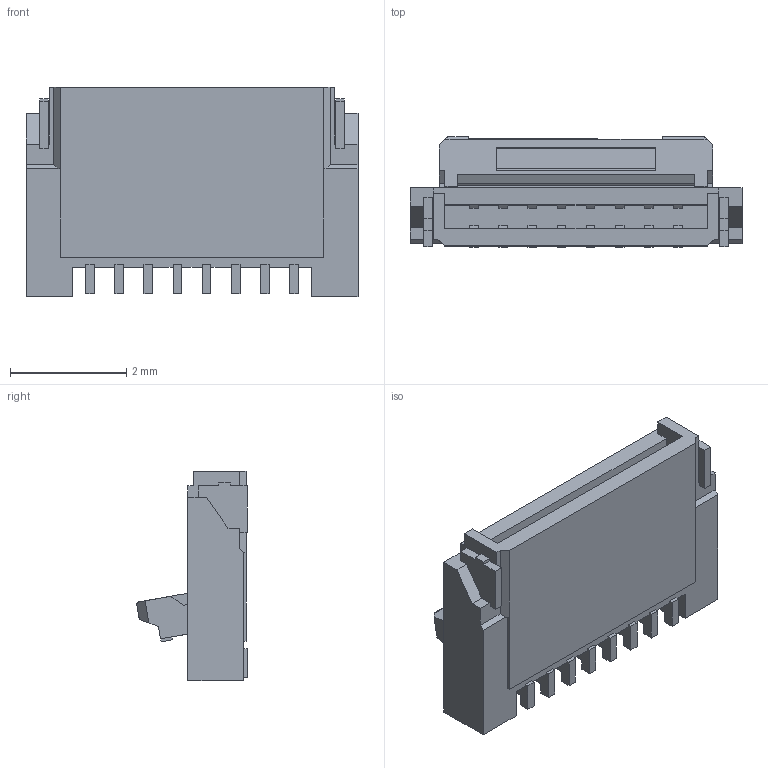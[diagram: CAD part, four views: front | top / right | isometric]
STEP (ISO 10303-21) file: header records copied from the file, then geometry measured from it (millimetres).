
FILE_DESCRIPTION(('STEP AP242'),'1');
FILE_NAME('503480-0800.stp','2021-05-05T11:07:15',('TraceParts'),('TraceParts S.A.'),'Spatial InterOp 3D',' ',' ');
FILE_SCHEMA(('AP242_MANAGED_MODEL_BASED_3D_ENGINEERING_MIM_LF {1 0 10303 442 1 1 4}'));
Length unit declared in the file: millimetre
Products named in the file (1): 503480-0800_1
Bounding box: 5.7 x 1.9 x 3.6 mm (x, y, z)
Volume: 13.5 mm3; surface area: 102.4 mm2
Topology: 1 solids, 1 shells, 405 faces, 1168 edges, 830 vertices
Faces by surface type: plane 366, cylinder 39
Entity records: 13118 total; most frequent: CARTESIAN_POINT 2335, ORIENTED_EDGE 2256, DIRECTION 2060, EDGE_CURVE 1128, LINE 1086, VECTOR 1086, VERTEX_POINT 750, AXIS2_PLACEMENT_3D 487
